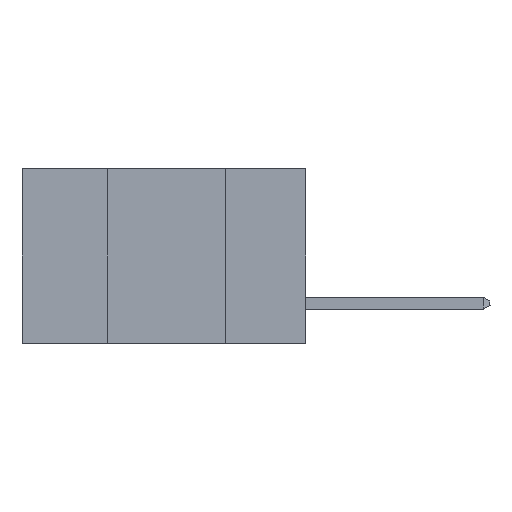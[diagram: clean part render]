
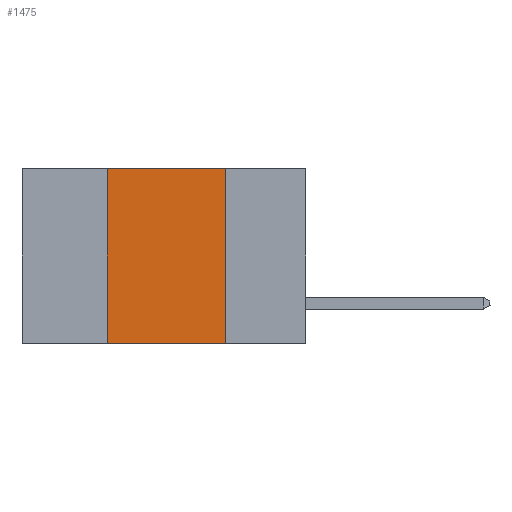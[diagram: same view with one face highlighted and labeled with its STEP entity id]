
A CAD part, left-side view. The second image highlights one B-rep face of the part: STEP entity #1475.
In plain terms, the highlighted planar face has unit normal (-1, 0, 0).
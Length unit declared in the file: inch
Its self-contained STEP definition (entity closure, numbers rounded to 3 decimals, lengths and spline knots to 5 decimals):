
#94 = CARTESIAN_POINT ( 'NONE',  ( 0., 0.42, -0.37 ) ) ;
#657 = DIRECTION ( 'NONE',  ( 0., 0., -1. ) ) ;
#674 = DIRECTION ( 'NONE',  ( 1., 0., 0. ) ) ;
#692 = PLANE ( 'NONE',  #10159 ) ;
#1009 = VERTEX_POINT ( 'NONE', #94 ) ;
#1034 = CARTESIAN_POINT ( 'NONE',  ( 0., 0.6, 0. ) ) ;
#1113 = CARTESIAN_POINT ( 'NONE',  ( 0., 0.6, 0. ) ) ;
#1475 = ADVANCED_FACE ( 'NONE', ( #8312 ), #692, .F. ) ;
#1508 = EDGE_CURVE ( 'NONE', #7960, #4930, #8184, .T. ) ;
#1528 = EDGE_CURVE ( 'NONE', #1009, #3223, #8043, .T. ) ;
#1529 = EDGE_CURVE ( 'NONE', #1009, #4930, #8114, .T. ) ;
#1571 = CARTESIAN_POINT ( 'NONE',  ( 0., 0.6, -0.37 ) ) ;
#1627 = DIRECTION ( 'NONE',  ( 0., 0., 1. ) ) ;
#1702 = DIRECTION ( 'NONE',  ( 0., -1., 0. ) ) ;
#1972 = DIRECTION ( 'NONE',  ( 0., -1., 0. ) ) ;
#2418 = LINE ( 'NONE', #1034, #8835 ) ;
#2888 = DIRECTION ( 'NONE',  ( 0., 0., -1. ) ) ;
#3223 = VERTEX_POINT ( 'NONE', #6612 ) ;
#3600 = ORIENTED_EDGE ( 'NONE', *, *, #1508, .F. ) ;
#3657 = ORIENTED_EDGE ( 'NONE', *, *, #8651, .F. ) ;
#3848 = ORIENTED_EDGE ( 'NONE', *, *, #1528, .F. ) ;
#3944 = ORIENTED_EDGE ( 'NONE', *, *, #1529, .T. ) ;
#4930 = VERTEX_POINT ( 'NONE', #10156 ) ;
#5542 = EDGE_LOOP ( 'NONE', ( #3600, #3657, #3848, #3944 ) ) ;
#6481 = CARTESIAN_POINT ( 'NONE',  ( 0., 0.17, 0. ) ) ;
#6511 = CARTESIAN_POINT ( 'NONE',  ( 0., 0.42, 0. ) ) ;
#6612 = CARTESIAN_POINT ( 'NONE',  ( 0., 0.42, 0. ) ) ;
#7065 = CARTESIAN_POINT ( 'NONE',  ( 0., 0.17, 0. ) ) ;
#7960 = VERTEX_POINT ( 'NONE', #6481 ) ;
#8028 = VECTOR ( 'NONE', #1627, 39.37008 ) ;
#8043 = LINE ( 'NONE', #6511, #8028 ) ;
#8054 = VECTOR ( 'NONE', #1702, 39.37008 ) ;
#8114 = LINE ( 'NONE', #1571, #8054 ) ;
#8156 = VECTOR ( 'NONE', #2888, 39.37008 ) ;
#8184 = LINE ( 'NONE', #7065, #8156 ) ;
#8312 = FACE_OUTER_BOUND ( 'NONE', #5542, .T. ) ;
#8651 = EDGE_CURVE ( 'NONE', #3223, #7960, #2418, .T. ) ;
#8835 = VECTOR ( 'NONE', #1972, 39.37008 ) ;
#10156 = CARTESIAN_POINT ( 'NONE',  ( 0., 0.17, -0.37 ) ) ;
#10159 = AXIS2_PLACEMENT_3D ( 'NONE', #1113, #674, #657 ) ;
